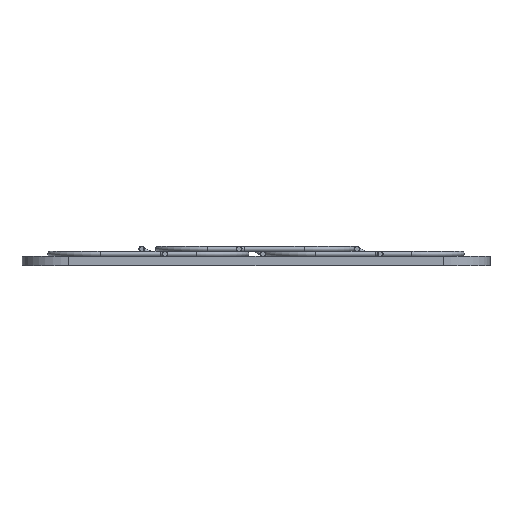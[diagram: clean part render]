
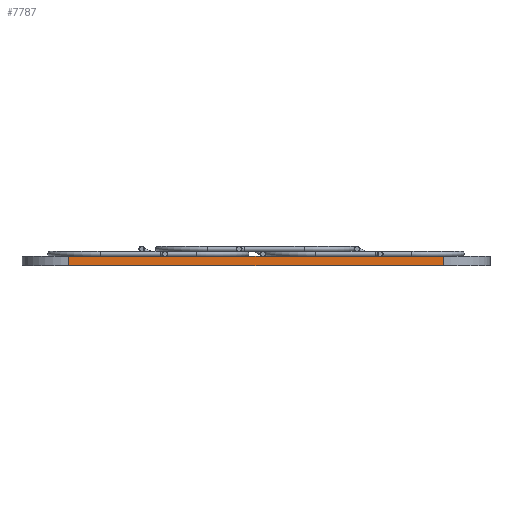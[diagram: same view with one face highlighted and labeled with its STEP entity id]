
A CAD part, front view. The second image highlights one B-rep face of the part: STEP entity #7787.
In plain terms, the highlighted planar face has unit normal (0, -1, 0).
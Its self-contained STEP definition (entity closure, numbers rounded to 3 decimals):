
#53=LINE('',#12443,#158);
#58=LINE('',#12461,#163);
#59=LINE('',#12463,#164);
#60=LINE('',#12465,#165);
#158=VECTOR('',#9740,1000.);
#163=VECTOR('',#9755,1000.);
#164=VECTOR('',#9758,1000.);
#165=VECTOR('',#9759,1000.);
#399=PLANE('',#8466);
#1486=ORIENTED_EDGE('',*,*,#2278,.F.);
#1487=ORIENTED_EDGE('',*,*,#2287,.F.);
#1488=ORIENTED_EDGE('',*,*,#2288,.T.);
#1489=ORIENTED_EDGE('',*,*,#2289,.T.);
#2278=EDGE_CURVE('',#2823,#2824,#53,.T.);
#2287=EDGE_CURVE('',#2831,#2823,#58,.T.);
#2288=EDGE_CURVE('',#2831,#2832,#59,.T.);
#2289=EDGE_CURVE('',#2832,#2824,#60,.T.);
#2823=VERTEX_POINT('',#12442);
#2824=VERTEX_POINT('',#12444);
#2831=VERTEX_POINT('',#12460);
#2832=VERTEX_POINT('',#12464);
#3777=EDGE_LOOP('',(#1486,#1487,#1488,#1489));
#4462=FACE_BOUND('',#3777,.T.);
#7787=ADVANCED_FACE('',(#4462),#399,.T.);
#8466=AXIS2_PLACEMENT_3D('',#12462,#9756,#9757);
#9740=DIRECTION('',(1.,0.,0.));
#9755=DIRECTION('',(0.,0.,1.));
#9756=DIRECTION('',(0.,-1.,0.));
#9757=DIRECTION('',(0.,0.,-1.));
#9758=DIRECTION('',(1.,0.,0.));
#9759=DIRECTION('',(0.,0.,1.));
#12442=CARTESIAN_POINT('',(-40.,-27.5,0.));
#12443=CARTESIAN_POINT('',(-40.,-27.5,0.));
#12444=CARTESIAN_POINT('',(40.,-27.5,0.));
#12460=CARTESIAN_POINT('',(-40.,-27.5,-2.));
#12461=CARTESIAN_POINT('',(-40.,-27.5,-2.));
#12462=CARTESIAN_POINT('',(-40.,-27.5,-2.));
#12463=CARTESIAN_POINT('',(-40.,-27.5,-2.));
#12464=CARTESIAN_POINT('',(40.,-27.5,-2.));
#12465=CARTESIAN_POINT('',(40.,-27.5,-2.));
